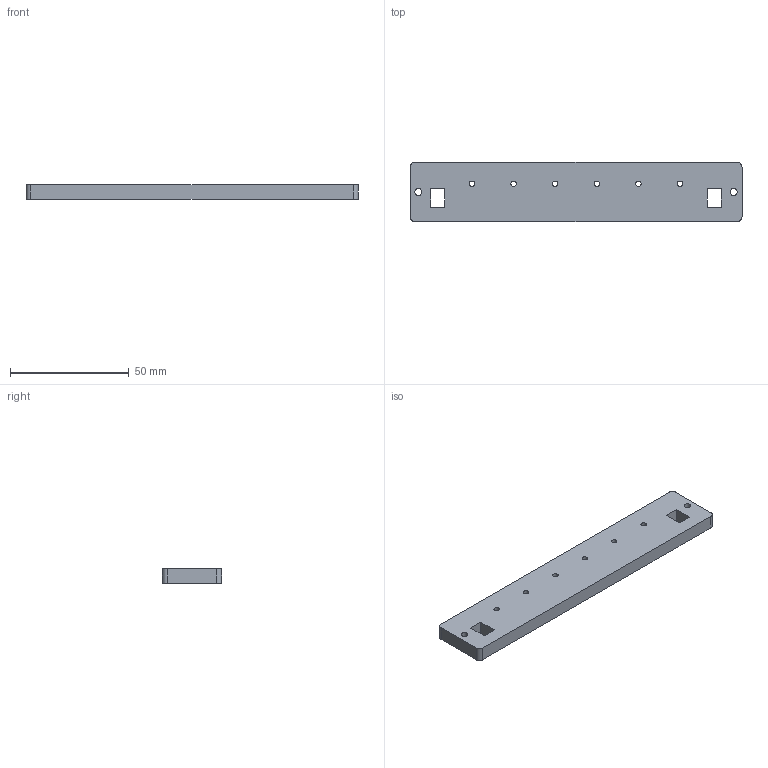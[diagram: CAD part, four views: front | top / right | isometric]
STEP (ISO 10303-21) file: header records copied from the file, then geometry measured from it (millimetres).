
FILE_DESCRIPTION(('FreeCAD Model'),'2;1');
FILE_NAME('back.step','2013-03-05T16:19:01',('FreeCAD'),( 'FreeCAD'),'Open CASCADE STEP processor 6.3','FreeCAD','Unknown');
FILE_SCHEMA(('AUTOMOTIVE_DESIGN_CC2 { 1 2 10303 214 -1 1 5 4 }'));
Length unit declared in the file: millimetre
Products named in the file (1): Open CASCADE STEP translator 6.3 4
Bounding box: 140 x 25 x 6 mm (x, y, z)
Volume: 20177.2 mm3; surface area: 9387.8 mm2
Topology: 1 solids, 1 shells, 26 faces, 72 edges, 48 vertices
Faces by surface type: plane 14, cylinder 12
Full cylindrical faces by diameter (mm): 2.26 x6, 2.946 x2
Entity records: 1826 total; most frequent: DIRECTION 294, CARTESIAN_POINT 291, LINE 168, VECTOR 168, ORIENTED_EDGE 144, PCURVE 144, DEFINITIONAL_REPRESENTATION 144, EDGE_CURVE 72
